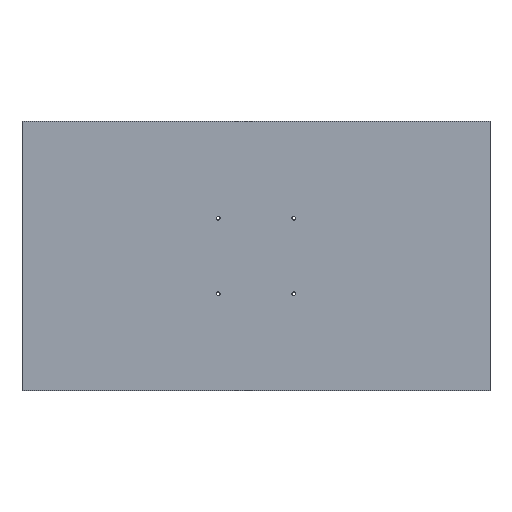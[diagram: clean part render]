
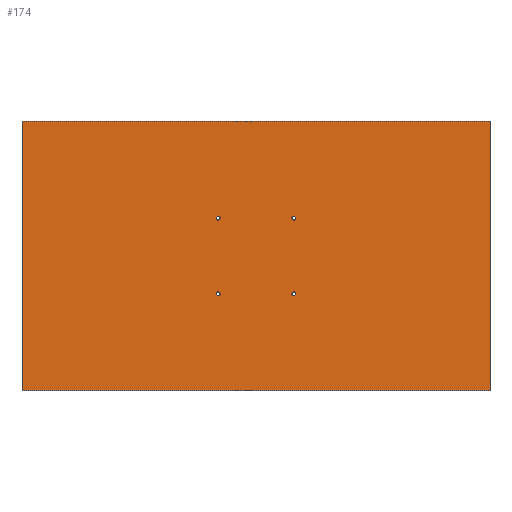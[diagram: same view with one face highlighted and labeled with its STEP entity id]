
A CAD part, top view. The second image highlights one B-rep face of the part: STEP entity #174.
In plain terms, the highlighted planar face has unit normal (0, 0, 1).
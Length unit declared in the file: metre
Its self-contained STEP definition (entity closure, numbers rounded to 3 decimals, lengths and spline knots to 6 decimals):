
#16=LINE('',#273,#28);
#17=LINE('',#276,#29);
#18=LINE('',#278,#30);
#19=LINE('',#280,#31);
#28=VECTOR('',#225,1.);
#29=VECTOR('',#226,1.);
#30=VECTOR('',#227,1.);
#31=VECTOR('',#228,1.);
#40=ORIENTED_EDGE('',*,*,#80,.T.);
#41=ORIENTED_EDGE('',*,*,#81,.F.);
#42=ORIENTED_EDGE('',*,*,#82,.F.);
#43=ORIENTED_EDGE('',*,*,#83,.F.);
#44=ORIENTED_EDGE('',*,*,#84,.T.);
#45=ORIENTED_EDGE('',*,*,#85,.T.);
#46=ORIENTED_EDGE('',*,*,#86,.F.);
#47=ORIENTED_EDGE('',*,*,#87,.T.);
#80=EDGE_CURVE('',#100,#100,#116,.T.);
#81=EDGE_CURVE('',#101,#101,#117,.T.);
#82=EDGE_CURVE('',#102,#102,#118,.T.);
#83=EDGE_CURVE('',#103,#104,#16,.T.);
#84=EDGE_CURVE('',#103,#105,#17,.T.);
#85=EDGE_CURVE('',#105,#106,#18,.T.);
#86=EDGE_CURVE('',#104,#106,#19,.T.);
#87=EDGE_CURVE('',#107,#107,#119,.T.);
#100=VERTEX_POINT('',#268);
#101=VERTEX_POINT('',#270);
#102=VERTEX_POINT('',#272);
#103=VERTEX_POINT('',#274);
#104=VERTEX_POINT('',#275);
#105=VERTEX_POINT('',#277);
#106=VERTEX_POINT('',#279);
#107=VERTEX_POINT('',#282);
#116=CIRCLE('',#198,0.0025);
#117=CIRCLE('',#199,0.0025);
#118=CIRCLE('',#200,0.0025);
#119=CIRCLE('',#201,0.0025);
#124=EDGE_LOOP('',(#40));
#125=EDGE_LOOP('',(#41));
#126=EDGE_LOOP('',(#42));
#127=EDGE_LOOP('',(#43,#44,#45,#46));
#128=EDGE_LOOP('',(#47));
#146=FACE_BOUND('',#124,.T.);
#147=FACE_BOUND('',#125,.T.);
#148=FACE_BOUND('',#126,.T.);
#149=FACE_BOUND('',#127,.T.);
#150=FACE_BOUND('',#128,.T.);
#168=PLANE('',#197);
#174=ADVANCED_FACE('',(#146,#147,#148,#149,#150),#168,.T.);
#197=AXIS2_PLACEMENT_3D('',#266,#217,#218);
#198=AXIS2_PLACEMENT_3D('',#267,#219,#220);
#199=AXIS2_PLACEMENT_3D('',#269,#221,#222);
#200=AXIS2_PLACEMENT_3D('',#271,#223,#224);
#201=AXIS2_PLACEMENT_3D('',#281,#229,#230);
#217=DIRECTION('',(0.,0.,1.));
#218=DIRECTION('',(1.,0.,0.));
#219=DIRECTION('',(0.,0.,-1.));
#220=DIRECTION('',(1.,0.,0.));
#221=DIRECTION('',(0.,0.,1.));
#222=DIRECTION('',(1.,0.,0.));
#223=DIRECTION('',(0.,0.,1.));
#224=DIRECTION('',(1.,0.,0.));
#225=DIRECTION('',(-1.,0.,0.));
#226=DIRECTION('',(0.,1.,0.));
#227=DIRECTION('',(-1.,0.,0.));
#228=DIRECTION('',(0.,1.,0.));
#229=DIRECTION('',(0.,0.,-1.));
#230=DIRECTION('',(1.,0.,0.));
#266=CARTESIAN_POINT('',(0.,0.,0.01905));
#267=CARTESIAN_POINT('',(-0.051265,0.051265,0.01905));
#268=CARTESIAN_POINT('',(-0.048765,0.051265,0.01905));
#269=CARTESIAN_POINT('',(-0.051265,-0.051265,0.01905));
#270=CARTESIAN_POINT('',(-0.048765,-0.051265,0.01905));
#271=CARTESIAN_POINT('',(0.051265,0.051265,0.01905));
#272=CARTESIAN_POINT('',(0.053765,0.051265,0.01905));
#273=CARTESIAN_POINT('',(0.,-0.1825,0.01905));
#274=CARTESIAN_POINT('',(0.3175,-0.1825,0.01905));
#275=CARTESIAN_POINT('',(-0.3175,-0.1825,0.01905));
#276=CARTESIAN_POINT('',(0.3175,0.,0.01905));
#277=CARTESIAN_POINT('',(0.3175,0.1825,0.01905));
#278=CARTESIAN_POINT('',(0.,0.1825,0.01905));
#279=CARTESIAN_POINT('',(-0.3175,0.1825,0.01905));
#280=CARTESIAN_POINT('',(-0.3175,0.,0.01905));
#281=CARTESIAN_POINT('',(0.051265,-0.051265,0.01905));
#282=CARTESIAN_POINT('',(0.053765,-0.051265,0.01905));
